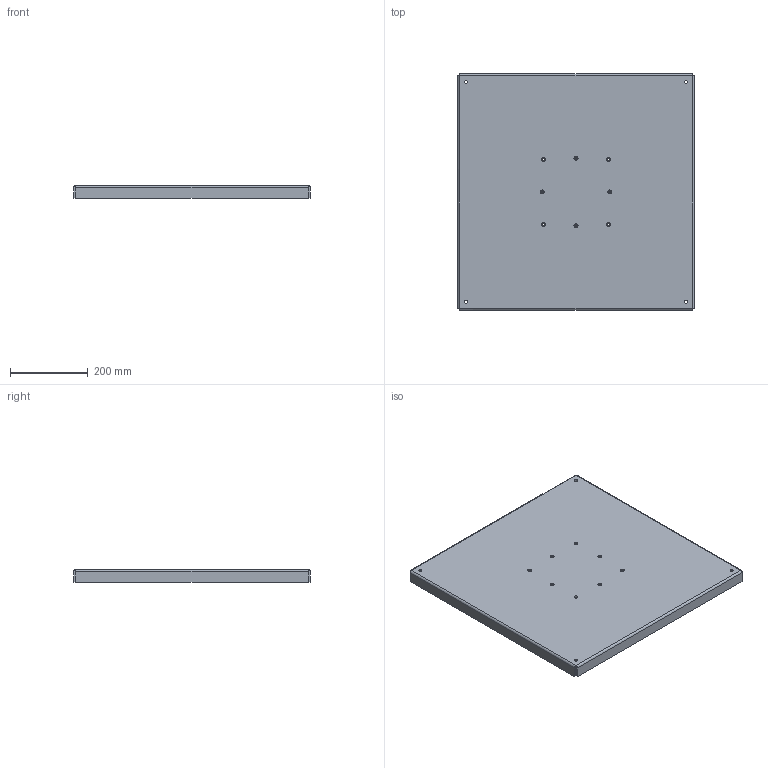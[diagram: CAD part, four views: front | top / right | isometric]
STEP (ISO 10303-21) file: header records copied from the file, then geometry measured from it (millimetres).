
FILE_DESCRIPTION(/* description */ ('PEDESTAL BASE PLATE, 24", 7 GA. C.R.S.'),/* implementation_level */ '2;1');
FILE_NAME(/* name */ 'WA24SBASE.stp',/* time_stamp */ '2016-11-29T08:30:00-06:00',/* author */ ('mraetz'),/* organization */ (''),/* preprocessor_version */ 'ST-DEVELOPER v16.1',/* originating_system */ 'Autodesk Inventor 2016',/* authorisation */ '');
FILE_SCHEMA (('AUTOMOTIVE_DESIGN { 1 0 10303 214 3 1 1 }'));
Length unit declared in the file: inch
Products named in the file (5): WA24SBASEB; 34981; 34958; 12011_23.25_INCH; WA24SBASE
Assembly tree (15 placements, depth 2):
  WA24SBASE
    WA24SBASEB
    34981  x8
    34958  x4
    12011_23.25_INCH  x2
Bounding box: 609.6 x 609.6 x 33.34 mm (x, y, z)
Volume: 2233808 mm3; surface area: 956405.6 mm2
Topology: 15 solids, 15 shells, 314 faces, 724 edges, 456 vertices
Faces by surface type: plane 146, cylinder 72, cone 68, bspline 20, torus 8
Full cylindrical faces by diameter (mm): 6.35 x12, 7.938 x4, 9.525 x4, 10.312 x8, 10.319 x8, 20.32 x4
Entity records: 3150 total; most frequent: CARTESIAN_POINT 910, DIRECTION 428, ORIENTED_EDGE 380, EDGE_CURVE 190, AXIS2_PLACEMENT_3D 169, EDGE_LOOP 149, VERTEX_POINT 129, FACE_OUTER_BOUND 95
